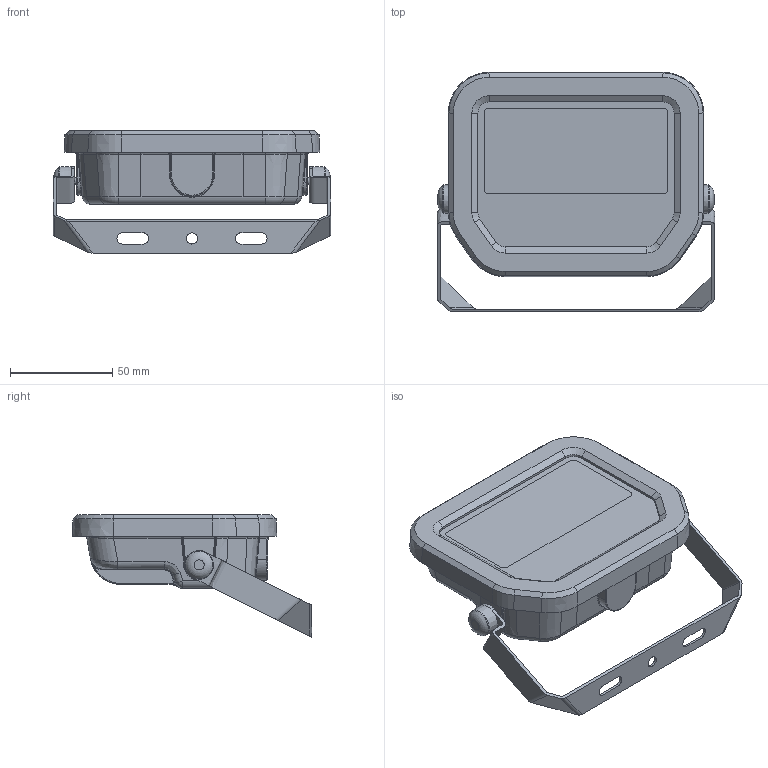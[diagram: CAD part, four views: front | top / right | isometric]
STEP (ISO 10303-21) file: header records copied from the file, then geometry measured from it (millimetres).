
FILE_DESCRIPTION (( 'STEP AP214' ), '1' );
FILE_NAME ('FL_G4_8W.STEP', '2024-05-29T05:32:15', ( '' ), ( '' ), 'SwSTEP 2.0', 'SolidWorks 2022', '' );
FILE_SCHEMA (( 'AUTOMOTIVE_DESIGN' ));
Length unit declared in the file: millimetre
Products named in the file (1): FL_G4_8W
Bounding box: 136 x 117.06 x 59.86 mm (x, y, z)
Volume: 111205.1 mm3; surface area: 95525.9 mm2
Topology: 7 solids, 7 shells, 612 faces, 1514 edges, 888 vertices
Faces by surface type: cylinder 186, plane 174, bspline 168, cone 54, torus 26, sphere 4
Full cylindrical faces by diameter (mm): 3.3 x2, 3.6 x2, 5.5 x1
Entity records: 30677 total; most frequent: CARTESIAN_POINT 10929, ORIENTED_EDGE 2932, DIRECTION 2397, EDGE_CURVE 1466, AXIS2_PLACEMENT_3D 893, VERTEX_POINT 887, EDGE_LOOP 645, UNCERTAINTY_MEASURE_WITH_UNIT 621
